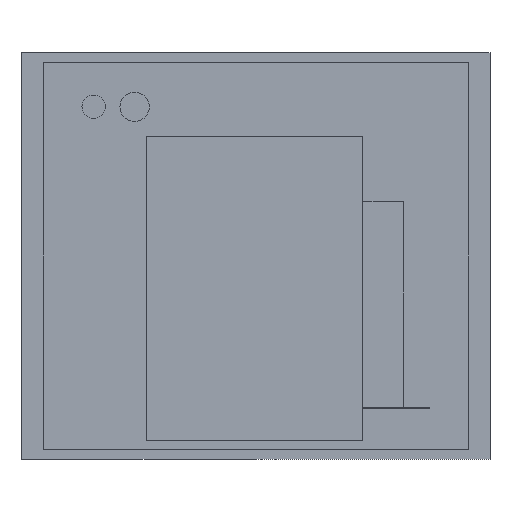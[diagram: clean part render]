
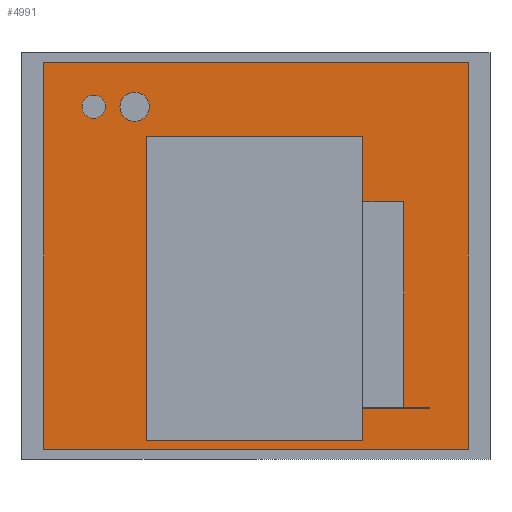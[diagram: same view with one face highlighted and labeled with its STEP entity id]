
A CAD part, front view. The second image highlights one B-rep face of the part: STEP entity #4991.
In plain terms, the highlighted planar face has unit normal (0, -1, 0).
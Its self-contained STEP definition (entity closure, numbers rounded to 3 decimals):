
#47=FACE_BOUND('',#479,.T.);
#48=FACE_BOUND('',#480,.T.);
#59=CIRCLE('',#5335,20.);
#61=CIRCLE('',#5339,25.);
#169=FACE_OUTER_BOUND('',#478,.T.);
#478=EDGE_LOOP('',(#3375,#3376,#3377,#3378));
#479=EDGE_LOOP('',(#3379));
#480=EDGE_LOOP('',(#3380));
#814=LINE('',#7128,#1480);
#816=LINE('',#7132,#1482);
#818=LINE('',#7136,#1484);
#820=LINE('',#7139,#1486);
#1480=VECTOR('',#5767,10.);
#1482=VECTOR('',#5771,10.);
#1484=VECTOR('',#5775,10.);
#1486=VECTOR('',#5779,10.);
#2112=VERTEX_POINT('',#7054);
#2114=VERTEX_POINT('',#7061);
#2135=VERTEX_POINT('',#7125);
#2136=VERTEX_POINT('',#7127);
#2137=VERTEX_POINT('',#7131);
#2138=VERTEX_POINT('',#7135);
#2585=EDGE_CURVE('',#2112,#2112,#59,.T.);
#2588=EDGE_CURVE('',#2114,#2114,#61,.T.);
#2618=EDGE_CURVE('',#2136,#2135,#814,.T.);
#2620=EDGE_CURVE('',#2137,#2136,#816,.T.);
#2622=EDGE_CURVE('',#2138,#2137,#818,.T.);
#2624=EDGE_CURVE('',#2135,#2138,#820,.T.);
#3375=ORIENTED_EDGE('',*,*,#2624,.T.);
#3376=ORIENTED_EDGE('',*,*,#2622,.T.);
#3377=ORIENTED_EDGE('',*,*,#2620,.T.);
#3378=ORIENTED_EDGE('',*,*,#2618,.T.);
#3379=ORIENTED_EDGE('',*,*,#2585,.T.);
#3380=ORIENTED_EDGE('',*,*,#2588,.T.);
#4700=PLANE('',#5356);
#4991=ADVANCED_FACE('',(#169,#47,#48),#4700,.T.);
#5335=AXIS2_PLACEMENT_3D('',#7056,#5701,#5702);
#5339=AXIS2_PLACEMENT_3D('',#7063,#5710,#5711);
#5356=AXIS2_PLACEMENT_3D('',#7140,#5780,#5781);
#5701=DIRECTION('center_axis',(0.,1.,0.));
#5702=DIRECTION('ref_axis',(1.,0.,0.));
#5710=DIRECTION('center_axis',(0.,1.,0.));
#5711=DIRECTION('ref_axis',(1.,0.,0.));
#5767=DIRECTION('',(0.,0.,-1.));
#5771=DIRECTION('',(-1.,0.,0.));
#5775=DIRECTION('',(0.,0.,1.));
#5779=DIRECTION('',(1.,0.,0.));
#5780=DIRECTION('center_axis',(0.,-1.,0.));
#5781=DIRECTION('ref_axis',(0.,0.,-1.));
#7054=CARTESIAN_POINT('',(-297.5,-370.,255.));
#7056=CARTESIAN_POINT('Origin',(-277.5,-370.,255.));
#7061=CARTESIAN_POINT('',(-232.5,-370.,255.));
#7063=CARTESIAN_POINT('Origin',(-207.5,-370.,255.));
#7125=CARTESIAN_POINT('',(-362.5,-370.,-330.));
#7127=CARTESIAN_POINT('',(-362.5,-370.,330.));
#7128=CARTESIAN_POINT('',(-362.5,-370.,-330.));
#7131=CARTESIAN_POINT('',(362.5,-370.,330.));
#7132=CARTESIAN_POINT('',(-362.5,-370.,330.));
#7135=CARTESIAN_POINT('',(362.5,-370.,-330.));
#7136=CARTESIAN_POINT('',(362.5,-370.,330.));
#7139=CARTESIAN_POINT('',(362.5,-370.,-330.));
#7140=CARTESIAN_POINT('Origin',(0.,-370.,0.));
